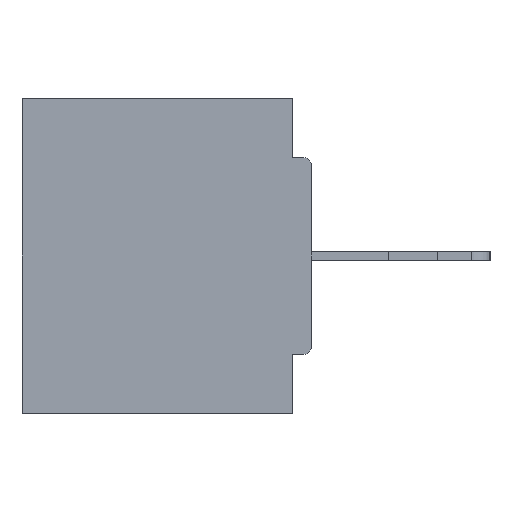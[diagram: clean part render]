
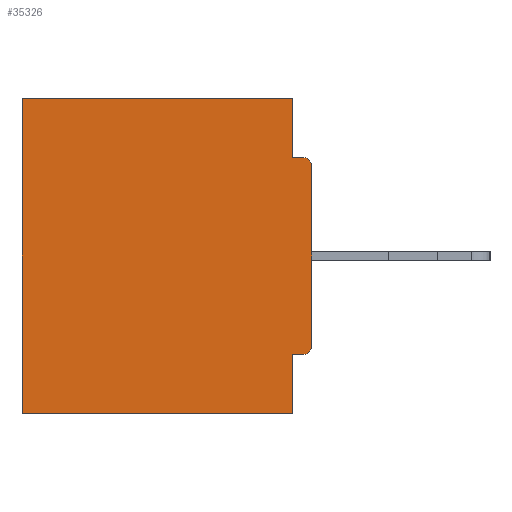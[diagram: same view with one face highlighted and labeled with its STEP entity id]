
A CAD part, left-side view. The second image highlights one B-rep face of the part: STEP entity #35326.
In plain terms, the highlighted planar face has unit normal (-1, 0, 0).
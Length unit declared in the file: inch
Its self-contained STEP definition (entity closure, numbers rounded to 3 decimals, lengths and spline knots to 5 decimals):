
#141 = EDGE_CURVE ( 'NONE', #16382, #18716, #31791, .T. ) ;
#744 = DIRECTION ( 'NONE',  ( 0., 1., 0. ) ) ;
#1170 = DIRECTION ( 'NONE',  ( -1., 0., 0. ) ) ;
#1675 = AXIS2_PLACEMENT_3D ( 'NONE', #32889, #15298, #35811 ) ;
#2481 = LINE ( 'NONE', #23066, #17468 ) ;
#3889 = VERTEX_POINT ( 'NONE', #24687 ) ;
#4287 = EDGE_CURVE ( 'NONE', #27536, #18310, #17369, .T. ) ;
#4669 = EDGE_CURVE ( 'NONE', #35146, #16382, #21067, .T. ) ;
#4713 = LINE ( 'NONE', #36152, #34282 ) ;
#6389 = ORIENTED_EDGE ( 'NONE', *, *, #4287, .F. ) ;
#7125 = VERTEX_POINT ( 'NONE', #34438 ) ;
#7800 = AXIS2_PLACEMENT_3D ( 'NONE', #19048, #1170, #22038 ) ;
#8098 = ORIENTED_EDGE ( 'NONE', *, *, #10714, .F. ) ;
#8904 = ORIENTED_EDGE ( 'NONE', *, *, #14428, .T. ) ;
#9022 = DIRECTION ( 'NONE',  ( -1., 0., 0. ) ) ;
#9116 = ORIENTED_EDGE ( 'NONE', *, *, #18192, .T. ) ;
#9435 = VECTOR ( 'NONE', #22996, 39.37008 ) ;
#9722 = ORIENTED_EDGE ( 'NONE', *, *, #13913, .T. ) ;
#10141 = CARTESIAN_POINT ( 'NONE',  ( 0.298, 0.46, 0. ) ) ;
#10519 = VECTOR ( 'NONE', #13146, 39.37008 ) ;
#10714 = EDGE_CURVE ( 'NONE', #15638, #17068, #35347, .T. ) ;
#11210 = CARTESIAN_POINT ( 'NONE',  ( 0.298, 0., -0.0935 ) ) ;
#12300 = PLANE ( 'NONE',  #1675 ) ;
#12487 = DIRECTION ( 'NONE',  ( 0., 0., -1. ) ) ;
#12606 = CARTESIAN_POINT ( 'NONE',  ( 0.298, 0., 0. ) ) ;
#12777 = EDGE_CURVE ( 'NONE', #18310, #36646, #26598, .T. ) ;
#12782 = DIRECTION ( 'NONE',  ( 0., -1., 0. ) ) ;
#13146 = DIRECTION ( 'NONE',  ( 0., 0., -1. ) ) ;
#13800 = CARTESIAN_POINT ( 'NONE',  ( 0.298, 0.031, -0.5 ) ) ;
#13913 = EDGE_CURVE ( 'NONE', #15638, #18716, #16441, .T. ) ;
#14428 = EDGE_CURVE ( 'NONE', #35146, #3889, #4713, .T. ) ;
#15298 = DIRECTION ( 'NONE',  ( 1., 0., 0. ) ) ;
#15538 = ORIENTED_EDGE ( 'NONE', *, *, #27765, .T. ) ;
#15638 = VERTEX_POINT ( 'NONE', #32771 ) ;
#15833 = CARTESIAN_POINT ( 'NONE',  ( 0.298, 0.015, -0.0935 ) ) ;
#16124 = CARTESIAN_POINT ( 'NONE',  ( 0.298, 0.031, -0.0935 ) ) ;
#16382 = VERTEX_POINT ( 'NONE', #16124 ) ;
#16441 = CIRCLE ( 'NONE', #7800, 0.015 ) ;
#17068 = VERTEX_POINT ( 'NONE', #31509 ) ;
#17369 = LINE ( 'NONE', #30204, #9435 ) ;
#17468 = VECTOR ( 'NONE', #37571, 39.37008 ) ;
#18029 = CARTESIAN_POINT ( 'NONE',  ( 0.298, 0.031, -0.4065 ) ) ;
#18192 = EDGE_CURVE ( 'NONE', #3889, #36646, #33999, .T. ) ;
#18310 = VERTEX_POINT ( 'NONE', #13800 ) ;
#18716 = VERTEX_POINT ( 'NONE', #15833 ) ;
#18743 = VECTOR ( 'NONE', #27946, 39.37008 ) ;
#19048 = CARTESIAN_POINT ( 'NONE',  ( 0.298, 0.015, -0.1085 ) ) ;
#20139 = VECTOR ( 'NONE', #12487, 39.37008 ) ;
#20381 = CARTESIAN_POINT ( 'NONE',  ( 0.298, 0.031, 0. ) ) ;
#20513 = AXIS2_PLACEMENT_3D ( 'NONE', #26761, #9022, #29696 ) ;
#21067 = LINE ( 'NONE', #31789, #20139 ) ;
#21525 = FACE_OUTER_BOUND ( 'NONE', #26157, .T. ) ;
#22038 = DIRECTION ( 'NONE',  ( 0., 0., -1. ) ) ;
#22043 = CARTESIAN_POINT ( 'NONE',  ( 0.298, 0., -0.5 ) ) ;
#22996 = DIRECTION ( 'NONE',  ( 0., 0., -1. ) ) ;
#23066 = CARTESIAN_POINT ( 'NONE',  ( 0.298, 0., -0.4065 ) ) ;
#24034 = VECTOR ( 'NONE', #12782, 39.37008 ) ;
#24633 = EDGE_CURVE ( 'NONE', #7125, #27536, #2481, .T. ) ;
#24687 = CARTESIAN_POINT ( 'NONE',  ( 0.298, 0.46, 0. ) ) ;
#25491 = CARTESIAN_POINT ( 'NONE',  ( 0.298, 0.46, -0.5 ) ) ;
#26157 = EDGE_LOOP ( 'NONE', ( #9722, #35574, #29347, #8904, #9116, #31115, #6389, #27269, #15538, #8098 ) ) ;
#26598 = LINE ( 'NONE', #22043, #18743 ) ;
#26695 = VECTOR ( 'NONE', #36090, 39.37008 ) ;
#26761 = CARTESIAN_POINT ( 'NONE',  ( 0.298, 0.015, -0.3915 ) ) ;
#27269 = ORIENTED_EDGE ( 'NONE', *, *, #24633, .F. ) ;
#27536 = VERTEX_POINT ( 'NONE', #18029 ) ;
#27765 = EDGE_CURVE ( 'NONE', #7125, #17068, #33553, .T. ) ;
#27946 = DIRECTION ( 'NONE',  ( 0., 1., 0. ) ) ;
#29347 = ORIENTED_EDGE ( 'NONE', *, *, #4669, .F. ) ;
#29696 = DIRECTION ( 'NONE',  ( 0., 0., -1. ) ) ;
#30204 = CARTESIAN_POINT ( 'NONE',  ( 0.298, 0.031, -0.5 ) ) ;
#31115 = ORIENTED_EDGE ( 'NONE', *, *, #12777, .F. ) ;
#31509 = CARTESIAN_POINT ( 'NONE',  ( 0.298, 0., -0.3915 ) ) ;
#31789 = CARTESIAN_POINT ( 'NONE',  ( 0.298, 0.031, -0.5 ) ) ;
#31791 = LINE ( 'NONE', #11210, #24034 ) ;
#32771 = CARTESIAN_POINT ( 'NONE',  ( 0.298, 0., -0.1085 ) ) ;
#32889 = CARTESIAN_POINT ( 'NONE',  ( 0.298, 0., 0. ) ) ;
#33553 = CIRCLE ( 'NONE', #20513, 0.015 ) ;
#33999 = LINE ( 'NONE', #10141, #10519 ) ;
#34282 = VECTOR ( 'NONE', #744, 39.37008 ) ;
#34438 = CARTESIAN_POINT ( 'NONE',  ( 0.298, 0.015, -0.4065 ) ) ;
#35146 = VERTEX_POINT ( 'NONE', #20381 ) ;
#35326 = ADVANCED_FACE ( 'NONE', ( #21525 ), #12300, .F. ) ;
#35347 = LINE ( 'NONE', #12606, #26695 ) ;
#35574 = ORIENTED_EDGE ( 'NONE', *, *, #141, .F. ) ;
#35811 = DIRECTION ( 'NONE',  ( 0., 0., -1. ) ) ;
#36090 = DIRECTION ( 'NONE',  ( 0., 0., -1. ) ) ;
#36152 = CARTESIAN_POINT ( 'NONE',  ( 0.298, 0., 0. ) ) ;
#36646 = VERTEX_POINT ( 'NONE', #25491 ) ;
#37571 = DIRECTION ( 'NONE',  ( 0., 1., 0. ) ) ;
